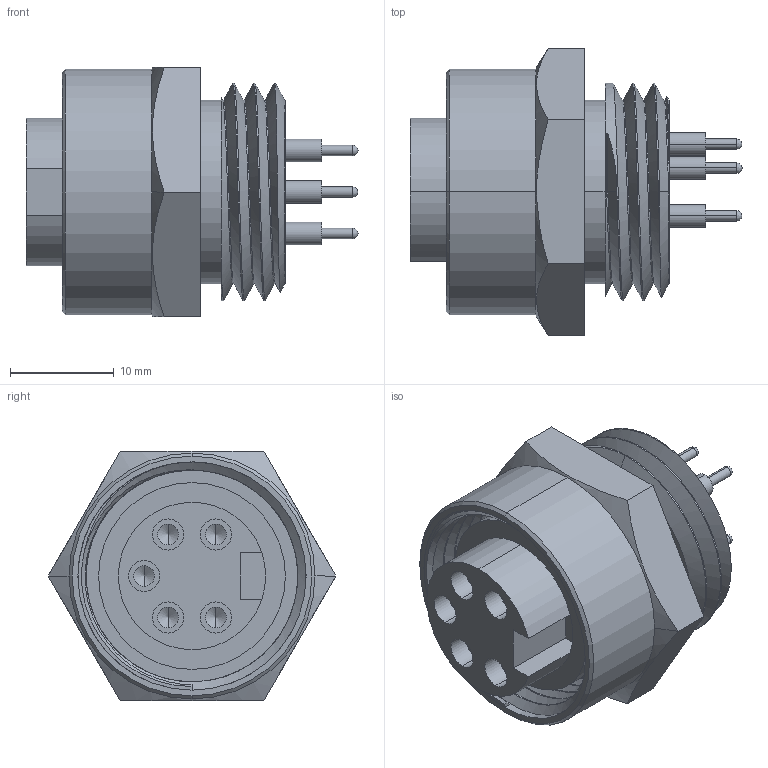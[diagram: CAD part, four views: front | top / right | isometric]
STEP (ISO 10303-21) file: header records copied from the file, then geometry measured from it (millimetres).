
FILE_DESCRIPTION (( 'STEP AP203' ), '1' );
FILE_NAME ('P348.STEP', '2020-04-15T06:35:48', ( 'edpusr' ), ( 'Microsoft' ), 'SwSTEP 2.0', 'SolidWorks 2015', '' );
FILE_SCHEMA (( 'CONFIG_CONTROL_DESIGN' ));
Length unit declared in the file: millimetre
Products named in the file (1): P348
Bounding box: 32 x 27.71 x 24 mm (x, y, z)
Volume: 7584.6 mm3; surface area: 6016.5 mm2
Topology: 2 solids, 2 shells, 128 faces, 294 edges, 177 vertices
Faces by surface type: cylinder 64, plane 34, cone 18, bspline 12
Entity records: 5296 total; most frequent: CARTESIAN_POINT 2446, DIRECTION 600, ORIENTED_EDGE 548, EDGE_CURVE 274, AXIS2_PLACEMENT_3D 242, VERTEX_POINT 177, EDGE_LOOP 155, FACE_OUTER_BOUND 128
